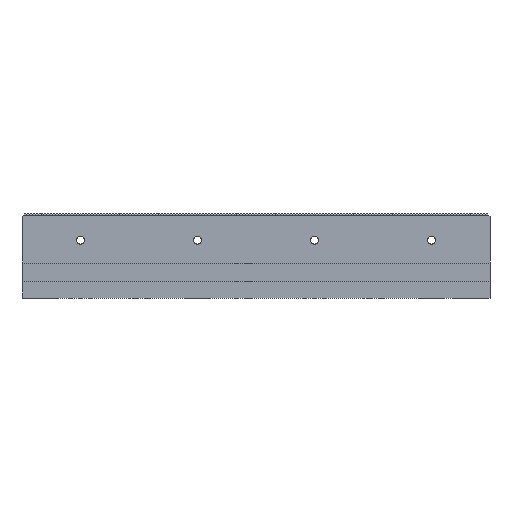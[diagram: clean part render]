
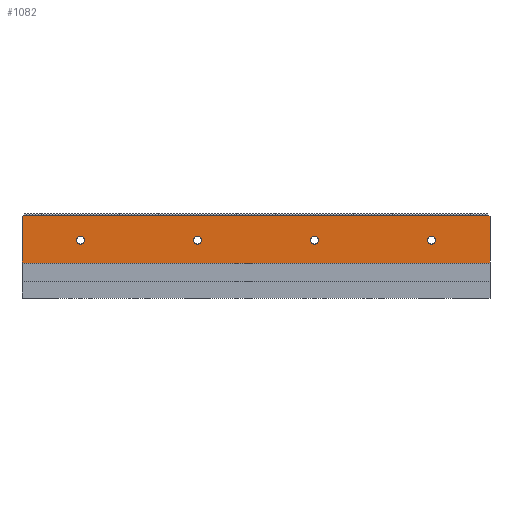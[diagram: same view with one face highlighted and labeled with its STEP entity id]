
A CAD part, left-side view. The second image highlights one B-rep face of the part: STEP entity #1082.
In plain terms, the highlighted planar face has unit normal (-1, 0, 0).
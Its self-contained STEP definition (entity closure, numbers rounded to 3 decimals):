
#1082 = ADVANCED_FACE( '', ( #3192, #3193, #3194, #3195, #3196 ), #3197, .F. );
#3192 = FACE_BOUND( '', #6403, .T. );
#3193 = FACE_BOUND( '', #6404, .T. );
#3194 = FACE_BOUND( '', #6405, .T. );
#3195 = FACE_BOUND( '', #6406, .T. );
#3196 = FACE_OUTER_BOUND( '', #6407, .T. );
#3197 = PLANE( '', #6408 );
#6403 = EDGE_LOOP( '', ( #9647 ) );
#6404 = EDGE_LOOP( '', ( #9648 ) );
#6405 = EDGE_LOOP( '', ( #9649 ) );
#6406 = EDGE_LOOP( '', ( #9650 ) );
#6407 = EDGE_LOOP( '', ( #9651, #9652, #9653, #9654, #9655, #9656 ) );
#6408 = AXIS2_PLACEMENT_3D( '', #9657, #9658, #9659 );
#9647 = ORIENTED_EDGE( '', *, *, #19869, .F. );
#9648 = ORIENTED_EDGE( '', *, *, #19870, .F. );
#9649 = ORIENTED_EDGE( '', *, *, #19871, .T. );
#9650 = ORIENTED_EDGE( '', *, *, #19872, .T. );
#9651 = ORIENTED_EDGE( '', *, *, #19873, .T. );
#9652 = ORIENTED_EDGE( '', *, *, #19874, .T. );
#9653 = ORIENTED_EDGE( '', *, *, #19875, .T. );
#9654 = ORIENTED_EDGE( '', *, *, #19876, .F. );
#9655 = ORIENTED_EDGE( '', *, *, #19877, .T. );
#9656 = ORIENTED_EDGE( '', *, *, #19878, .T. );
#9657 = CARTESIAN_POINT( '', ( -50., -200., 36. ) );
#9658 = DIRECTION( '', ( 1., 0., 0. ) );
#9659 = DIRECTION( '', ( 0., 0., -1. ) );
#19869 = EDGE_CURVE( '', #23983, #23983, #23984, .T. );
#19870 = EDGE_CURVE( '', #23985, #23985, #23986, .T. );
#19871 = EDGE_CURVE( '', #23987, #23987, #23988, .T. );
#19872 = EDGE_CURVE( '', #23989, #23989, #23990, .T. );
#19873 = EDGE_CURVE( '', #23991, #23992, #23993, .T. );
#19874 = EDGE_CURVE( '', #23992, #23994, #23995, .T. );
#19875 = EDGE_CURVE( '', #23994, #23996, #23997, .T. );
#19876 = EDGE_CURVE( '', #23998, #23996, #23999, .T. );
#19877 = EDGE_CURVE( '', #23998, #24000, #24001, .T. );
#19878 = EDGE_CURVE( '', #24000, #23991, #24002, .T. );
#23983 = VERTEX_POINT( '', #30139 );
#23984 = CIRCLE( '', #30140, 3.4 );
#23985 = VERTEX_POINT( '', #30141 );
#23986 = CIRCLE( '', #30142, 3.4 );
#23987 = VERTEX_POINT( '', #30143 );
#23988 = CIRCLE( '', #30144, 3.4 );
#23989 = VERTEX_POINT( '', #30145 );
#23990 = CIRCLE( '', #30146, 3.4 );
#23991 = VERTEX_POINT( '', #30147 );
#23992 = VERTEX_POINT( '', #30148 );
#23993 = LINE( '', #30149, #30150 );
#23994 = VERTEX_POINT( '', #30151 );
#23995 = LINE( '', #30152, #30153 );
#23996 = VERTEX_POINT( '', #30154 );
#23997 = LINE( '', #30155, #30156 );
#23998 = VERTEX_POINT( '', #30157 );
#23999 = LINE( '', #30158, #30159 );
#24000 = VERTEX_POINT( '', #30160 );
#24001 = LINE( '', #30161, #30162 );
#24002 = LINE( '', #30163, #30164 );
#30139 = CARTESIAN_POINT( '', ( -50., 153.4, 13.5 ) );
#30140 = AXIS2_PLACEMENT_3D( '', #39166, #39167, #39168 );
#30141 = CARTESIAN_POINT( '', ( -50., -146.6, 13.5 ) );
#30142 = AXIS2_PLACEMENT_3D( '', #39169, #39170, #39171 );
#30143 = CARTESIAN_POINT( '', ( -50., 53.4, 13.5 ) );
#30144 = AXIS2_PLACEMENT_3D( '', #39172, #39173, #39174 );
#30145 = CARTESIAN_POINT( '', ( -50., -46.6, 13.5 ) );
#30146 = AXIS2_PLACEMENT_3D( '', #39175, #39176, #39177 );
#30147 = CARTESIAN_POINT( '', ( -50., 198.925, 35. ) );
#30148 = CARTESIAN_POINT( '', ( -50., 200., 33.925 ) );
#30149 = CARTESIAN_POINT( '', ( -50., 197.925, 36. ) );
#30150 = VECTOR( '', #39178, 1000. );
#30151 = CARTESIAN_POINT( '', ( -50., 200., -6. ) );
#30152 = CARTESIAN_POINT( '', ( -50., 200., 36. ) );
#30153 = VECTOR( '', #39179, 1000. );
#30154 = CARTESIAN_POINT( '', ( -50., -200., -6. ) );
#30155 = CARTESIAN_POINT( '', ( -50., 200., -6. ) );
#30156 = VECTOR( '', #39180, 1000. );
#30157 = CARTESIAN_POINT( '', ( -50., -200., 33.925 ) );
#30158 = CARTESIAN_POINT( '', ( -50., -200., 36. ) );
#30159 = VECTOR( '', #39181, 1000. );
#30160 = CARTESIAN_POINT( '', ( -50., -198.925, 35. ) );
#30161 = CARTESIAN_POINT( '', ( -50., -200., 33.925 ) );
#30162 = VECTOR( '', #39182, 1000. );
#30163 = CARTESIAN_POINT( '', ( -50., -200., 35. ) );
#30164 = VECTOR( '', #39183, 1000. );
#39166 = CARTESIAN_POINT( '', ( -50., 150., 13.5 ) );
#39167 = DIRECTION( '', ( -1., 0., 0. ) );
#39168 = DIRECTION( '', ( 0., 1., 0. ) );
#39169 = CARTESIAN_POINT( '', ( -50., -150., 13.5 ) );
#39170 = DIRECTION( '', ( -1., 0., 0. ) );
#39171 = DIRECTION( '', ( 0., 1., 0. ) );
#39172 = CARTESIAN_POINT( '', ( -50., 50., 13.5 ) );
#39173 = DIRECTION( '', ( 1., 0., 0. ) );
#39174 = DIRECTION( '', ( 0., 1., 0. ) );
#39175 = CARTESIAN_POINT( '', ( -50., -50., 13.5 ) );
#39176 = DIRECTION( '', ( 1., 0., 0. ) );
#39177 = DIRECTION( '', ( 0., 1., 0. ) );
#39178 = DIRECTION( '', ( 0., 0.707, -0.707 ) );
#39179 = DIRECTION( '', ( 0., 0., -1. ) );
#39180 = DIRECTION( '', ( 0., -1., 0. ) );
#39181 = DIRECTION( '', ( 0., 0., -1. ) );
#39182 = DIRECTION( '', ( 0., 0.707, 0.707 ) );
#39183 = DIRECTION( '', ( 0., 1., 0. ) );
